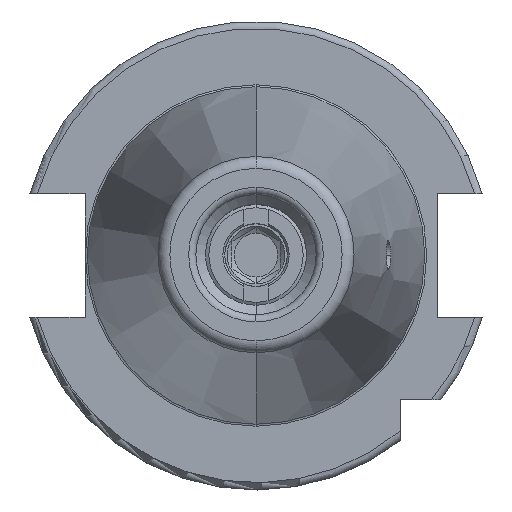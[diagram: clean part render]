
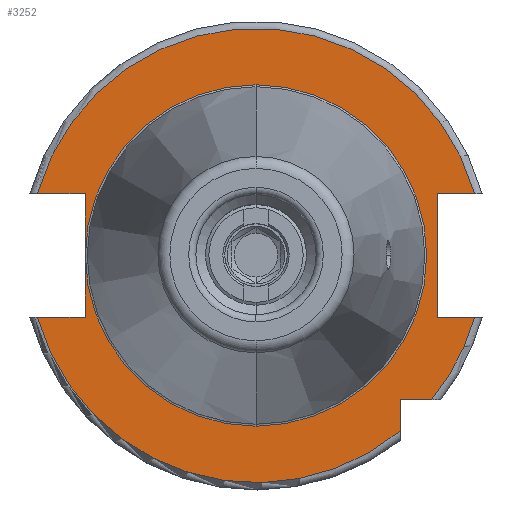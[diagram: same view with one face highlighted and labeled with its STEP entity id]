
A CAD part, top view. The second image highlights one B-rep face of the part: STEP entity #3252.
In plain terms, the highlighted planar face has unit normal (0, 0, 1).
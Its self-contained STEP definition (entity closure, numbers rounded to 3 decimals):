
#644=CARTESIAN_POINT('',(0,0,15.9));
#645=DIRECTION('',(0,0,1));
#646=DIRECTION('',(0.962,0.272,0));
#647=AXIS2_PLACEMENT_3D('',#644,#645,#646);
#695=CARTESIAN_POINT('',(0,0,15.9));
#696=DIRECTION('',(0,0,1));
#697=DIRECTION('',(-0.962,-0.272,0));
#698=AXIS2_PLACEMENT_3D('',#695,#696,#697);
#714=DIRECTION('',(1,0,0));
#715=VECTOR('',#714,9.969);
#716=CARTESIAN_POINT('',(-45.469,-12.85,15.9));
#717=LINE('',#716,#715);
#718=DIRECTION('',(0.,1,0));
#719=VECTOR('',#718,12.85);
#720=CARTESIAN_POINT('',(-35.5,-12.85,15.9));
#721=LINE('',#720,#719);
#722=DIRECTION('',(0.,1,0));
#723=VECTOR('',#722,12.85);
#724=CARTESIAN_POINT('',(-35.5,0,15.9));
#725=LINE('',#724,#723);
#726=DIRECTION('',(1,0,0));
#727=VECTOR('',#726,9.969);
#728=CARTESIAN_POINT('',(-45.469,12.85,15.9));
#729=LINE('',#728,#727);
#730=DIRECTION('',(-1,0,0));
#731=VECTOR('',#730,7.769);
#732=CARTESIAN_POINT('',(45.469,12.85,15.9));
#733=LINE('',#732,#731);
#734=DIRECTION('',(0,-1,0));
#735=VECTOR('',#734,25.7);
#736=CARTESIAN_POINT('',(37.7,12.85,15.9));
#737=LINE('',#736,#735);
#738=DIRECTION('',(-1,0,0));
#739=VECTOR('',#738,7.769);
#740=CARTESIAN_POINT('',(45.469,-12.85,15.9));
#741=LINE('',#740,#739);
#742=CARTESIAN_POINT('',(0,0,15.9));
#743=DIRECTION('',(0,0,1));
#744=DIRECTION('',(0.773,-0.635,0));
#745=AXIS2_PLACEMENT_3D('',#742,#743,#744);
#747=DIRECTION('',(-1,0,0));
#748=VECTOR('',#747,6.504);
#749=CARTESIAN_POINT('',(36.504,-30,15.9));
#750=LINE('',#749,#748);
#751=DIRECTION('',(0,1,0));
#752=VECTOR('',#751,6.504);
#753=CARTESIAN_POINT('',(30,-36.504,15.9));
#754=LINE('',#753,#752);
#755=CARTESIAN_POINT('',(0,0,15.9));
#756=DIRECTION('',(0,0,1));
#757=DIRECTION('',(0,1,0));
#758=AXIS2_PLACEMENT_3D('',#755,#756,#757);
#770=CARTESIAN_POINT('',(0,0,15.9));
#771=DIRECTION('',(0,0,1));
#772=DIRECTION('',(-1,0,0));
#773=AXIS2_PLACEMENT_3D('',#770,#771,#772);
#775=CARTESIAN_POINT('',(0,0,15.9));
#776=DIRECTION('',(0,0,-1));
#777=DIRECTION('',(0,1,0));
#778=AXIS2_PLACEMENT_3D('',#775,#776,#777);
#2112=CARTESIAN_POINT('',(0,35.5,15.9));
#2114=VERTEX_POINT('',#2112);
#2134=CARTESIAN_POINT('',(0,-35.5,15.9));
#2136=VERTEX_POINT('',#2134);
#2282=CARTESIAN_POINT('',(-45.469,-12.85,15.9));
#2283=CARTESIAN_POINT('',(-35.5,-12.85,15.9));
#2284=VERTEX_POINT('',#2282);
#2285=VERTEX_POINT('',#2283);
#2286=CARTESIAN_POINT('',(-35.5,0,15.9));
#2287=VERTEX_POINT('',#2286);
#2288=CARTESIAN_POINT('',(-35.5,12.85,15.9));
#2289=VERTEX_POINT('',#2288);
#2290=CARTESIAN_POINT('',(-45.469,12.85,15.9));
#2291=VERTEX_POINT('',#2290);
#2292=CARTESIAN_POINT('',(37.7,12.85,15.9));
#2293=CARTESIAN_POINT('',(37.7,-12.85,15.9));
#2294=VERTEX_POINT('',#2292);
#2295=VERTEX_POINT('',#2293);
#2296=CARTESIAN_POINT('',(45.469,-12.85,15.9));
#2297=VERTEX_POINT('',#2296);
#2298=CARTESIAN_POINT('',(45.469,12.85,15.9));
#2299=VERTEX_POINT('',#2298);
#2300=CARTESIAN_POINT('',(30,-36.504,15.9));
#2301=CARTESIAN_POINT('',(30,-30,15.9));
#2302=VERTEX_POINT('',#2300);
#2303=VERTEX_POINT('',#2301);
#2304=CARTESIAN_POINT('',(36.504,-30,15.9));
#2305=VERTEX_POINT('',#2304);
#3225=CARTESIAN_POINT('',(0,0,15.9));
#3226=DIRECTION('',(0,0,-1));
#3227=DIRECTION('',(0,-1,0));
#3228=AXIS2_PLACEMENT_3D('',#3225,#3226,#3227);
#3229=PLANE('',#3228);
#3230=ORIENTED_EDGE('',*,*,#2604,.T.);
#3231=ORIENTED_EDGE('',*,*,#2641,.T.);
#3233=ORIENTED_EDGE('',*,*,#3232,.T.);
#3235=ORIENTED_EDGE('',*,*,#3234,.F.);
#3237=ORIENTED_EDGE('',*,*,#3236,.T.);
#3238=ORIENTED_EDGE('',*,*,#2639,.T.);
#3239=ORIENTED_EDGE('',*,*,#2675,.F.);
#3240=ORIENTED_EDGE('',*,*,#3203,.F.);
#3242=ORIENTED_EDGE('',*,*,#3241,.T.);
#3244=ORIENTED_EDGE('',*,*,#3243,.T.);
#3245=ORIENTED_EDGE('',*,*,#2751,.F.);
#3246=ORIENTED_EDGE('',*,*,#3193,.F.);
#3247=ORIENTED_EDGE('',*,*,#2808,.T.);
#3248=ORIENTED_EDGE('',*,*,#2859,.F.);
#3249=ORIENTED_EDGE('',*,*,#3219,.F.);
#3250=EDGE_LOOP('',(#3230,#3231,#3233,#3235,#3237,#3238,#3239,#3240,#3242,#3244,
#3245,#3246,#3247,#3248,#3249));
#3251=FACE_OUTER_BOUND('',#3250,.F.);
#3252=ADVANCED_FACE('',(#3251),#3229,.F.);
#648=CIRCLE('',#647,47.25);
#699=CIRCLE('',#698,47.25);
#746=CIRCLE('',#745,47.25);
#759=CIRCLE('',#758,35.5);
#774=CIRCLE('',#773,35.5);
#779=CIRCLE('',#778,35.5);
#2604=EDGE_CURVE('',#2284,#2285,#717,.T.);
#2639=EDGE_CURVE('',#2287,#2289,#725,.T.);
#2641=EDGE_CURVE('',#2285,#2287,#721,.T.);
#2675=EDGE_CURVE('',#2291,#2289,#729,.T.);
#2751=EDGE_CURVE('',#2297,#2295,#741,.T.);
#2808=EDGE_CURVE('',#2305,#2303,#750,.T.);
#2859=EDGE_CURVE('',#2302,#2303,#754,.T.);
#3193=EDGE_CURVE('',#2305,#2297,#746,.T.);
#3203=EDGE_CURVE('',#2299,#2291,#648,.T.);
#3219=EDGE_CURVE('',#2284,#2302,#699,.T.);
#3232=EDGE_CURVE('',#2287,#2136,#774,.T.);
#3234=EDGE_CURVE('',#2114,#2136,#779,.T.);
#3236=EDGE_CURVE('',#2114,#2287,#759,.T.);
#3241=EDGE_CURVE('',#2299,#2294,#733,.T.);
#3243=EDGE_CURVE('',#2294,#2295,#737,.T.);
